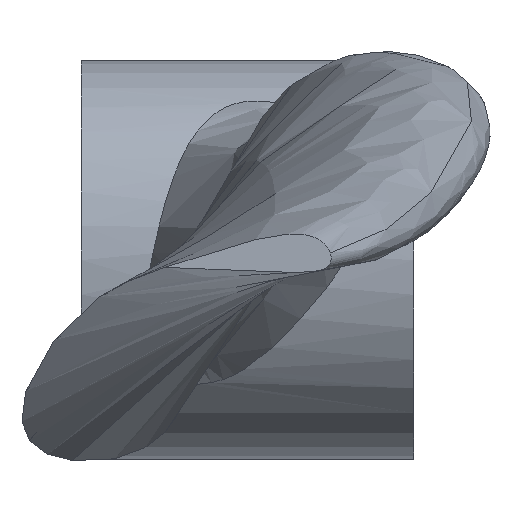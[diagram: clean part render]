
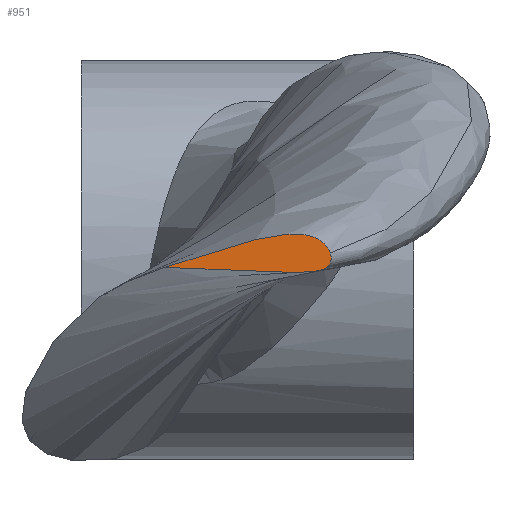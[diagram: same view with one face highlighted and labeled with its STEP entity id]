
A CAD part, left-side view. The second image highlights one B-rep face of the part: STEP entity #951.
In plain terms, the highlighted planar face has unit normal (-1, 0, 0).
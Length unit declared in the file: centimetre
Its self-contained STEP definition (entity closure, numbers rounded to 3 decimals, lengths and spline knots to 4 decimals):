
#7 = CARTESIAN_POINT ( 'NONE',  ( -11.7499, -0.6486, 0.4155 ) ) ;
#24 = CARTESIAN_POINT ( 'NONE',  ( -11.7499, 0.132, 0.2632 ) ) ;
#64 = B_SPLINE_CURVE_WITH_KNOTS ( 'NONE', 3,
 ( #816, #1137, #93, #1023, #24, #600, #362, #232, #1492, #377, #482, #449, #116, #1376, #474, #583, #1047, #7, #1287, #239, #367, #821, #247 ),
 .UNSPECIFIED., .F., .F.,
 ( 4, 1, 1, 1, 1, 1, 1, 1, 1, 1, 1, 1, 1, 1, 1, 1, 1, 1, 1, 1, 4 ),
 ( 0., 0.0625, 0.125, 0.1875, 0.25, 0.3125, 0.375, 0.4063, 0.4375, 0.4688, 0.5, 0.5313, 0.5625, 0.5938, 0.625, 0.6875, 0.75, 0.8125, 0.875, 0.9375, 1. ),
 .UNSPECIFIED. ) ;
#72 = CARTESIAN_POINT ( 'NONE',  ( -11.7499, 0.1174, 0.1631 ) ) ;
#85 = CARTESIAN_POINT ( 'NONE',  ( -11.7499, -0.7813, 0.1588 ) ) ;
#93 = CARTESIAN_POINT ( 'NONE',  ( -11.7499, 0.3264, 0.1996 ) ) ;
#108 = DIRECTION ( 'NONE',  ( 0., 0., 1. ) ) ;
#116 = CARTESIAN_POINT ( 'NONE',  ( -11.7499, -0.3849, 0.4059 ) ) ;
#129 = B_SPLINE_CURVE_WITH_KNOTS ( 'NONE', 3,
 ( #1242, #173, #311, #1329, #1105, #85, #529, #550, #881, #1226, #199, #181, #873, #1018, #403, #287, #745, #1115, #1213, #72, #1003, #1472, #426 ),
 .UNSPECIFIED., .F., .F.,
 ( 4, 1, 1, 1, 1, 1, 1, 1, 1, 1, 1, 1, 1, 1, 1, 1, 1, 1, 1, 1, 4 ),
 ( 0., 0.0625, 0.125, 0.1875, 0.25, 0.3125, 0.3438, 0.375, 0.4063, 0.4375, 0.5, 0.5625, 0.5938, 0.625, 0.6563, 0.6875, 0.75, 0.8125, 0.875, 0.9375, 1. ),
 .UNSPECIFIED. ) ;
#173 = CARTESIAN_POINT ( 'NONE',  ( -11.7499, -0.829, 0.2642 ) ) ;
#181 = CARTESIAN_POINT ( 'NONE',  ( -11.7499, -0.55, 0.1313 ) ) ;
#199 = CARTESIAN_POINT ( 'NONE',  ( -11.7499, -0.6121, 0.1319 ) ) ;
#232 = CARTESIAN_POINT ( 'NONE',  ( -11.7499, -0.1432, 0.3488 ) ) ;
#236 = PLANE ( 'NONE',  #1084 ) ;
#239 = CARTESIAN_POINT ( 'NONE',  ( -11.7499, -0.7574, 0.3714 ) ) ;
#247 = CARTESIAN_POINT ( 'NONE',  ( -11.7499, -0.8247, 0.2792 ) ) ;
#287 = CARTESIAN_POINT ( 'NONE',  ( -11.7499, -0.3155, 0.1407 ) ) ;
#311 = CARTESIAN_POINT ( 'NONE',  ( -11.7499, -0.8335, 0.237 ) ) ;
#351 = EDGE_LOOP ( 'NONE', ( #1066, #1280 ) ) ;
#362 = CARTESIAN_POINT ( 'NONE',  ( -11.7499, -0.0634, 0.3254 ) ) ;
#367 = CARTESIAN_POINT ( 'NONE',  ( -11.7499, -0.7974, 0.3326 ) ) ;
#377 = CARTESIAN_POINT ( 'NONE',  ( -11.7499, -0.252, 0.3776 ) ) ;
#403 = CARTESIAN_POINT ( 'NONE',  ( -11.7499, -0.3674, 0.138 ) ) ;
#426 = CARTESIAN_POINT ( 'NONE',  ( -11.7499, 0.4205, 0.1702 ) ) ;
#449 = CARTESIAN_POINT ( 'NONE',  ( -11.7499, -0.3416, 0.3977 ) ) ;
#474 = CARTESIAN_POINT ( 'NONE',  ( -11.7499, -0.4677, 0.4175 ) ) ;
#482 = CARTESIAN_POINT ( 'NONE',  ( -11.7499, -0.2973, 0.3883 ) ) ;
#494 = VERTEX_POINT ( 'NONE', #1176 ) ;
#529 = CARTESIAN_POINT ( 'NONE',  ( -11.7499, -0.7472, 0.1474 ) ) ;
#550 = CARTESIAN_POINT ( 'NONE',  ( -11.7499, -0.7142, 0.1407 ) ) ;
#583 = CARTESIAN_POINT ( 'NONE',  ( -11.7499, -0.5201, 0.422 ) ) ;
#598 = EDGE_CURVE ( 'NONE', #494, #1271, #129, .T. ) ;
#600 = CARTESIAN_POINT ( 'NONE',  ( -11.7499, 0.0339, 0.295 ) ) ;
#711 = DIRECTION ( 'NONE',  ( -1., 0., 0. ) ) ;
#745 = CARTESIAN_POINT ( 'NONE',  ( -11.7499, -0.2429, 0.1448 ) ) ;
#813 = FACE_OUTER_BOUND ( 'NONE', #351, .T. ) ;
#816 = CARTESIAN_POINT ( 'NONE',  ( -11.7499, 0.4205, 0.1702 ) ) ;
#821 = CARTESIAN_POINT ( 'NONE',  ( -11.7499, -0.8169, 0.2985 ) ) ;
#873 = CARTESIAN_POINT ( 'NONE',  ( -11.7499, -0.4789, 0.1331 ) ) ;
#881 = CARTESIAN_POINT ( 'NONE',  ( -11.7499, -0.6867, 0.137 ) ) ;
#951 = ADVANCED_FACE ( 'NONE', ( #813 ), #236, .T. ) ;
#1003 = CARTESIAN_POINT ( 'NONE',  ( -11.7499, 0.2634, 0.1679 ) ) ;
#1018 = CARTESIAN_POINT ( 'NONE',  ( -11.7499, -0.4167, 0.1356 ) ) ;
#1023 = CARTESIAN_POINT ( 'NONE',  ( -11.7499, 0.2298, 0.2311 ) ) ;
#1047 = CARTESIAN_POINT ( 'NONE',  ( -11.7499, -0.5818, 0.4228 ) ) ;
#1066 = ORIENTED_EDGE ( 'NONE', *, *, #598, .F. ) ;
#1084 = AXIS2_PLACEMENT_3D ( 'NONE', #1183, #711, #108 ) ;
#1105 = CARTESIAN_POINT ( 'NONE',  ( -11.7499, -0.8106, 0.1782 ) ) ;
#1115 = CARTESIAN_POINT ( 'NONE',  ( -11.7499, -0.1457, 0.1503 ) ) ;
#1137 = CARTESIAN_POINT ( 'NONE',  ( -11.7499, 0.3895, 0.1797 ) ) ;
#1176 = CARTESIAN_POINT ( 'NONE',  ( -11.7499, -0.8247, 0.2792 ) ) ;
#1183 = CARTESIAN_POINT ( 'NONE',  ( -11.7499, -0.5482, 0.1318 ) ) ;
#1213 = CARTESIAN_POINT ( 'NONE',  ( -11.7499, -0.0191, 0.157 ) ) ;
#1218 = CARTESIAN_POINT ( 'NONE',  ( -11.7499, 0.4205, 0.1702 ) ) ;
#1226 = CARTESIAN_POINT ( 'NONE',  ( -11.7499, -0.6563, 0.1342 ) ) ;
#1242 = CARTESIAN_POINT ( 'NONE',  ( -11.7499, -0.8247, 0.2792 ) ) ;
#1271 = VERTEX_POINT ( 'NONE', #1218 ) ;
#1280 = ORIENTED_EDGE ( 'NONE', *, *, #1387, .F. ) ;
#1287 = CARTESIAN_POINT ( 'NONE',  ( -11.7499, -0.7075, 0.3986 ) ) ;
#1329 = CARTESIAN_POINT ( 'NONE',  ( -11.7499, -0.828, 0.204 ) ) ;
#1376 = CARTESIAN_POINT ( 'NONE',  ( -11.7499, -0.427, 0.4125 ) ) ;
#1387 = EDGE_CURVE ( 'NONE', #1271, #494, #64, .T. ) ;
#1472 = CARTESIAN_POINT ( 'NONE',  ( -11.7499, 0.3671, 0.1698 ) ) ;
#1492 = CARTESIAN_POINT ( 'NONE',  ( -11.7499, -0.2058, 0.3658 ) ) ;
